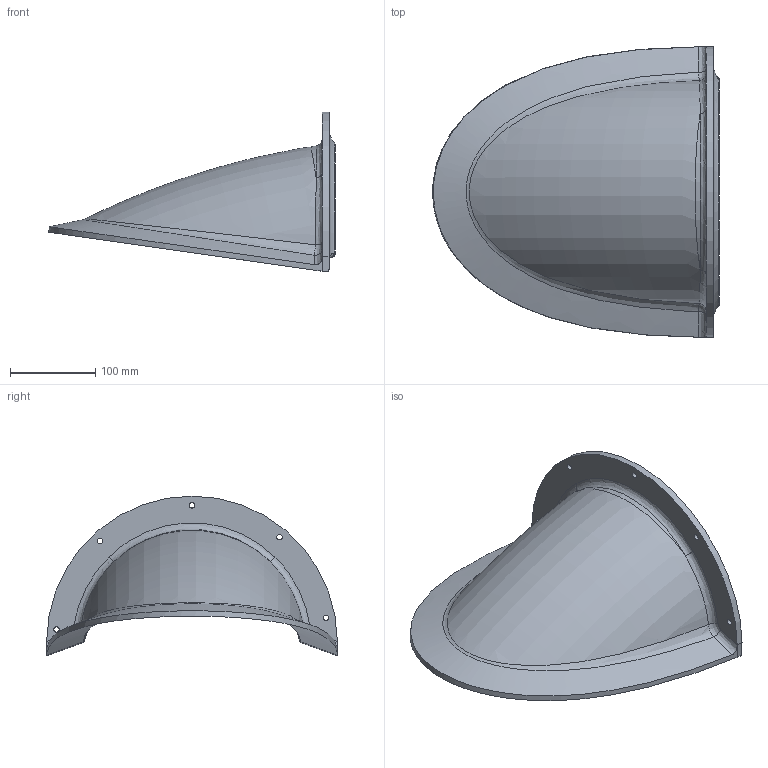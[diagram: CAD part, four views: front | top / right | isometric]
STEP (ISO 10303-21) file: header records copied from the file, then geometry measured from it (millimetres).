
FILE_DESCRIPTION(/* description */ (''),/* implementation_level */ '2;1');
FILE_NAME(/* name */ 'Ø250 long model SE130-170.stp',/* time_stamp */ '2015-10-15T10:04:28+02:00',/* author */ ('elvira'),/* organization */ (''),/* preprocessor_version */ 'ST-DEVELOPER v15.6',/* originating_system */ 'Autodesk Inventor 2015',/* authorisation */ '');
FILE_SCHEMA (('AUTOMOTIVE_DESIGN { 1 0 10303 214 3 1 1 }'));
Length unit declared in the file: millimetre
Products named in the file (1): Ø250 long model SE130-170
Bounding box: 335.65 x 340 x 186.9 mm (x, y, z)
Volume: 865799.2 mm3; surface area: 275393.7 mm2
Topology: 1 solids, 1 shells, 71 faces, 211 edges, 142 vertices
Faces by surface type: bspline 41, cylinder 11, plane 9, torus 6, sphere 4
Full cylindrical faces by diameter (mm): 6.5 x5
Entity records: 11793 total; most frequent: CARTESIAN_POINT 10111, ORIENTED_EDGE 412, EDGE_CURVE 206, DIRECTION 192, VERTEX_POINT 142, B_SPLINE_CURVE_WITH_KNOTS 133, AXIS2_PLACEMENT_3D 88, EDGE_LOOP 86
